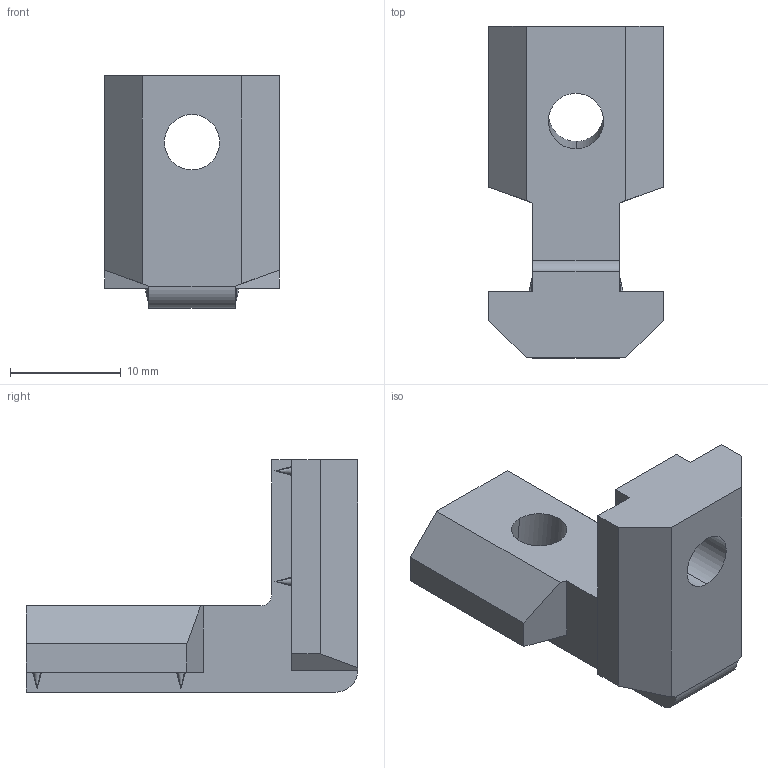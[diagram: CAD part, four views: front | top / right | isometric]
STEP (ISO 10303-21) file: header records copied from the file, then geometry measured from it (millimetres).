
FILE_DESCRIPTION (( 'STEP AP203' ), '1' );
FILE_NAME ('482535578_c_1.STEP', '2023-01-25T05:57:45', ( '' ), ( '' ), 'SwSTEP 2.0', 'SolidWorks 2014', '' );
FILE_SCHEMA (( 'CONFIG_CONTROL_DESIGN' ));
Length unit declared in the file: millimetre
Products named in the file (1): 482535578_c_1
Bounding box: 15.8 x 30 x 21 mm (x, y, z)
Volume: 3546.8 mm3; surface area: 2153.5 mm2
Topology: 1 solids, 1 shells, 62 faces, 178 edges, 118 vertices
Faces by surface type: plane 48, cone 8, cylinder 6
Entity records: 2095 total; most frequent: CARTESIAN_POINT 371, ORIENTED_EDGE 356, DIRECTION 324, EDGE_CURVE 178, LINE 150, VECTOR 150, VERTEX_POINT 118, AXIS2_PLACEMENT_3D 87
